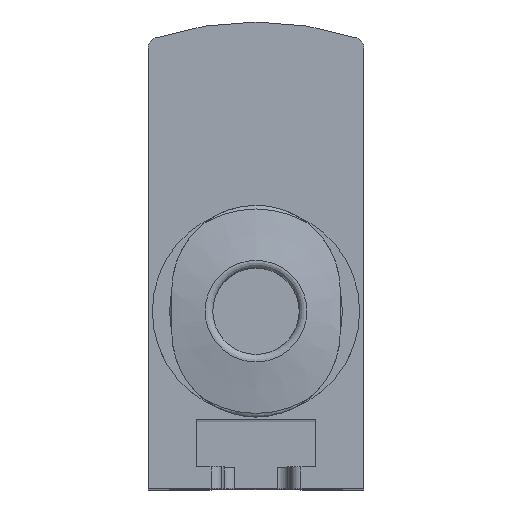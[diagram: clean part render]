
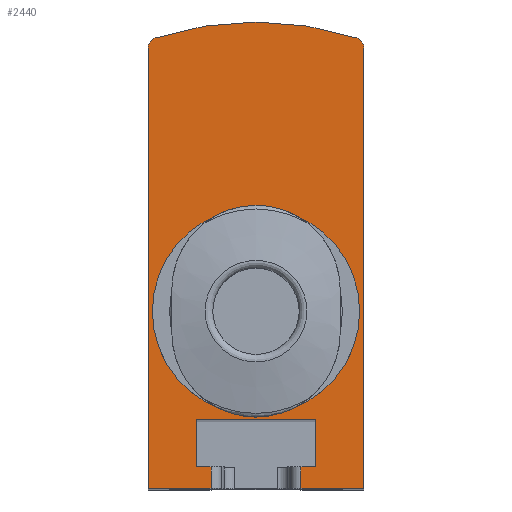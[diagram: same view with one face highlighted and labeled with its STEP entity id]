
A CAD part, top view. The second image highlights one B-rep face of the part: STEP entity #2440.
In plain terms, the highlighted planar face has unit normal (0, 0, 1).
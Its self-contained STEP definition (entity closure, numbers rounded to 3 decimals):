
#108=CIRCLE('',#2566,4.8);
#109=CIRCLE('',#2567,0.5);
#110=CIRCLE('',#2568,15.);
#111=CIRCLE('',#2569,0.5);
#231=ORIENTED_EDGE('',*,*,#699,.T.);
#232=ORIENTED_EDGE('',*,*,#700,.T.);
#233=ORIENTED_EDGE('',*,*,#701,.T.);
#234=ORIENTED_EDGE('',*,*,#702,.T.);
#235=ORIENTED_EDGE('',*,*,#703,.T.);
#236=ORIENTED_EDGE('',*,*,#704,.T.);
#237=ORIENTED_EDGE('',*,*,#705,.T.);
#238=ORIENTED_EDGE('',*,*,#706,.T.);
#239=ORIENTED_EDGE('',*,*,#707,.T.);
#240=ORIENTED_EDGE('',*,*,#708,.T.);
#241=ORIENTED_EDGE('',*,*,#709,.T.);
#242=ORIENTED_EDGE('',*,*,#710,.F.);
#243=ORIENTED_EDGE('',*,*,#711,.T.);
#244=ORIENTED_EDGE('',*,*,#712,.F.);
#245=ORIENTED_EDGE('',*,*,#713,.F.);
#699=EDGE_CURVE('',#931,#931,#108,.T.);
#700=EDGE_CURVE('',#932,#933,#1096,.T.);
#701=EDGE_CURVE('',#933,#934,#1097,.T.);
#702=EDGE_CURVE('',#934,#935,#1098,.T.);
#703=EDGE_CURVE('',#935,#936,#1099,.T.);
#704=EDGE_CURVE('',#936,#937,#1100,.T.);
#705=EDGE_CURVE('',#937,#938,#109,.T.);
#706=EDGE_CURVE('',#938,#939,#110,.T.);
#707=EDGE_CURVE('',#939,#940,#111,.T.);
#708=EDGE_CURVE('',#940,#941,#1101,.T.);
#709=EDGE_CURVE('',#941,#942,#1102,.T.);
#710=EDGE_CURVE('',#943,#942,#1103,.T.);
#711=EDGE_CURVE('',#943,#944,#1104,.T.);
#712=EDGE_CURVE('',#945,#944,#1105,.T.);
#713=EDGE_CURVE('',#932,#945,#1106,.T.);
#931=VERTEX_POINT('',#3355);
#932=VERTEX_POINT('',#3357);
#933=VERTEX_POINT('',#3358);
#934=VERTEX_POINT('',#3360);
#935=VERTEX_POINT('',#3362);
#936=VERTEX_POINT('',#3364);
#937=VERTEX_POINT('',#3366);
#938=VERTEX_POINT('',#3368);
#939=VERTEX_POINT('',#3370);
#940=VERTEX_POINT('',#3372);
#941=VERTEX_POINT('',#3374);
#942=VERTEX_POINT('',#3376);
#943=VERTEX_POINT('',#3378);
#944=VERTEX_POINT('',#3380);
#945=VERTEX_POINT('',#3382);
#1096=LINE('',#3356,#1226);
#1097=LINE('',#3359,#1227);
#1098=LINE('',#3361,#1228);
#1099=LINE('',#3363,#1229);
#1100=LINE('',#3365,#1230);
#1101=LINE('',#3373,#1231);
#1102=LINE('',#3375,#1232);
#1103=LINE('',#3377,#1233);
#1104=LINE('',#3379,#1234);
#1105=LINE('',#3381,#1235);
#1106=LINE('',#3383,#1236);
#1226=VECTOR('',#2814,1000.);
#1227=VECTOR('',#2815,1000.);
#1228=VECTOR('',#2816,1000.);
#1229=VECTOR('',#2817,1000.);
#1230=VECTOR('',#2818,1000.);
#1231=VECTOR('',#2825,1000.);
#1232=VECTOR('',#2826,1000.);
#1233=VECTOR('',#2827,1000.);
#1234=VECTOR('',#2828,1000.);
#1235=VECTOR('',#2829,1000.);
#1236=VECTOR('',#2830,1000.);
#1330=EDGE_LOOP('',(#231));
#1331=EDGE_LOOP('',(#232,#233,#234,#235,#236,#237,#238,#239,#240,#241,#242,
#243,#244,#245));
#1482=FACE_BOUND('',#1330,.T.);
#1483=FACE_BOUND('',#1331,.T.);
#1632=PLANE('',#2565);
#2440=ADVANCED_FACE('',(#1482,#1483),#1632,.T.);
#2565=AXIS2_PLACEMENT_3D('',#3353,#2810,#2811);
#2566=AXIS2_PLACEMENT_3D('',#3354,#2812,#2813);
#2567=AXIS2_PLACEMENT_3D('',#3367,#2819,#2820);
#2568=AXIS2_PLACEMENT_3D('',#3369,#2821,#2822);
#2569=AXIS2_PLACEMENT_3D('',#3371,#2823,#2824);
#2810=DIRECTION('',(0.,0.,1.));
#2811=DIRECTION('',(1.,0.,0.));
#2812=DIRECTION('',(0.,0.,-1.));
#2813=DIRECTION('',(-1.,0.,0.));
#2814=DIRECTION('',(0.,-1.,0.));
#2815=DIRECTION('',(-1.,0.,0.));
#2816=DIRECTION('',(0.,-1.,0.));
#2817=DIRECTION('',(1.,0.,0.));
#2818=DIRECTION('',(0.,1.,0.));
#2819=DIRECTION('',(0.,0.,1.));
#2820=DIRECTION('',(1.,0.,0.));
#2821=DIRECTION('',(0.,0.,1.));
#2822=DIRECTION('',(1.,0.,0.));
#2823=DIRECTION('',(0.,0.,1.));
#2824=DIRECTION('',(1.,0.,0.));
#2825=DIRECTION('',(0.,-1.,0.));
#2826=DIRECTION('',(1.,0.,0.));
#2827=DIRECTION('',(0.,-1.,0.));
#2828=DIRECTION('',(-1.,0.,0.));
#2829=DIRECTION('',(0.,-1.,0.));
#2830=DIRECTION('',(-1.,0.,0.));
#3353=CARTESIAN_POINT('',(-4.5,20.384,20.));
#3354=CARTESIAN_POINT('',(0.,8.2,20.));
#3355=CARTESIAN_POINT('',(-4.8,8.2,20.));
#3356=CARTESIAN_POINT('',(2.775,3.2,20.));
#3357=CARTESIAN_POINT('',(2.775,3.2,20.));
#3358=CARTESIAN_POINT('',(2.775,1.,20.));
#3359=CARTESIAN_POINT('',(2.775,1.,20.));
#3360=CARTESIAN_POINT('',(2.083,1.,20.));
#3361=CARTESIAN_POINT('',(2.083,1.,20.));
#3362=CARTESIAN_POINT('',(2.083,0.,20.));
#3363=CARTESIAN_POINT('',(-5.,0.,20.));
#3364=CARTESIAN_POINT('',(5.,0.,20.));
#3365=CARTESIAN_POINT('',(5.,0.,20.));
#3366=CARTESIAN_POINT('',(5.,20.384,20.));
#3367=CARTESIAN_POINT('',(4.5,20.384,20.));
#3368=CARTESIAN_POINT('',(4.655,20.859,20.));
#3369=CARTESIAN_POINT('',(0.,6.6,20.));
#3370=CARTESIAN_POINT('',(-4.655,20.859,20.));
#3371=CARTESIAN_POINT('',(-4.5,20.384,20.));
#3372=CARTESIAN_POINT('',(-5.,20.384,20.));
#3373=CARTESIAN_POINT('',(-5.,20.384,20.));
#3374=CARTESIAN_POINT('',(-5.,0.,20.));
#3375=CARTESIAN_POINT('',(-5.,0.,20.));
#3376=CARTESIAN_POINT('',(-2.083,0.,20.));
#3377=CARTESIAN_POINT('',(-2.083,1.,20.));
#3378=CARTESIAN_POINT('',(-2.083,1.,20.));
#3379=CARTESIAN_POINT('',(2.775,1.,20.));
#3380=CARTESIAN_POINT('',(-2.775,1.,20.));
#3381=CARTESIAN_POINT('',(-2.775,3.2,20.));
#3382=CARTESIAN_POINT('',(-2.775,3.2,20.));
#3383=CARTESIAN_POINT('',(2.775,3.2,20.));
